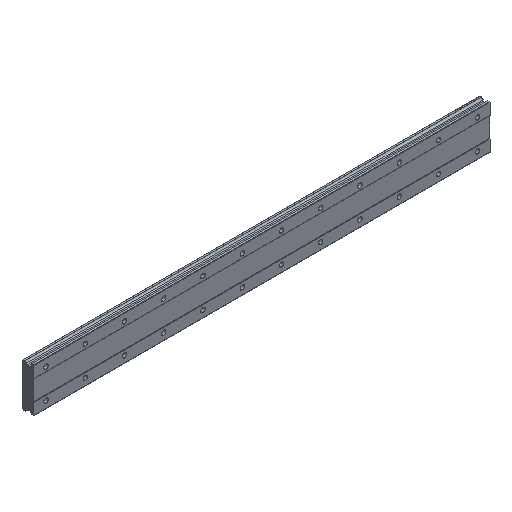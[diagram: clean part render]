
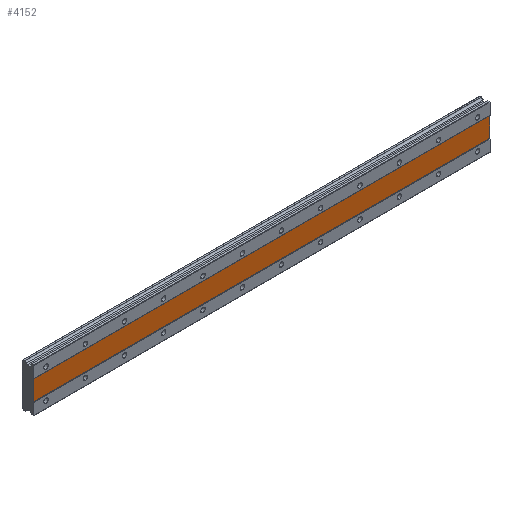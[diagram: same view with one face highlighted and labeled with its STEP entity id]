
A CAD part, isometric view. The second image highlights one B-rep face of the part: STEP entity #4152.
In plain terms, the highlighted planar face has unit normal (0, -1, 0).
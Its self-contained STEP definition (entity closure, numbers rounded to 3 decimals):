
#113 = DIRECTION ( 'NONE',  ( -1., 0., 0. ) ) ;
#147 = FACE_OUTER_BOUND ( 'NONE', #4589, .T. ) ;
#197 = CARTESIAN_POINT ( 'NONE',  ( -25., 1., 20. ) ) ;
#481 = CARTESIAN_POINT ( 'NONE',  ( 905., 1., -20. ) ) ;
#546 = VECTOR ( 'NONE', #113, 1000. ) ;
#617 = DIRECTION ( 'NONE',  ( 1., 0., 0. ) ) ;
#880 = CARTESIAN_POINT ( 'NONE',  ( -25., 1., -20. ) ) ;
#1076 = ORIENTED_EDGE ( 'NONE', *, *, #3731, .F. ) ;
#1099 = CARTESIAN_POINT ( 'NONE',  ( -25., 1., 20. ) ) ;
#1235 = ORIENTED_EDGE ( 'NONE', *, *, #1718, .F. ) ;
#1278 = CARTESIAN_POINT ( 'NONE',  ( 905., 1., 20. ) ) ;
#1340 = VECTOR ( 'NONE', #4016, 1000. ) ;
#1484 = VERTEX_POINT ( 'NONE', #481 ) ;
#1718 = EDGE_CURVE ( 'NONE', #3060, #2113, #2514, .T. ) ;
#1734 = PLANE ( 'NONE',  #3545 ) ;
#1741 = LINE ( 'NONE', #4007, #3699 ) ;
#1996 = VECTOR ( 'NONE', #2786, 1000. ) ;
#2059 = DIRECTION ( 'NONE',  ( 0., 0., 1. ) ) ;
#2062 = ORIENTED_EDGE ( 'NONE', *, *, #2494, .F. ) ;
#2083 = LINE ( 'NONE', #1278, #1996 ) ;
#2113 = VERTEX_POINT ( 'NONE', #197 ) ;
#2257 = ORIENTED_EDGE ( 'NONE', *, *, #4122, .F. ) ;
#2494 = EDGE_CURVE ( 'NONE', #1484, #3060, #3138, .T. ) ;
#2514 = LINE ( 'NONE', #1099, #1340 ) ;
#2786 = DIRECTION ( 'NONE',  ( 0., 0., -1. ) ) ;
#3060 = VERTEX_POINT ( 'NONE', #880 ) ;
#3138 = LINE ( 'NONE', #4654, #546 ) ;
#3224 = CARTESIAN_POINT ( 'NONE',  ( 905., 1., 20. ) ) ;
#3545 = AXIS2_PLACEMENT_3D ( 'NONE', #3224, #4271, #2059 ) ;
#3699 = VECTOR ( 'NONE', #617, 1000. ) ;
#3731 = EDGE_CURVE ( 'NONE', #2113, #4010, #1741, .T. ) ;
#4007 = CARTESIAN_POINT ( 'NONE',  ( 905., 1., 20. ) ) ;
#4010 = VERTEX_POINT ( 'NONE', #4248 ) ;
#4016 = DIRECTION ( 'NONE',  ( 0., 0., 1. ) ) ;
#4122 = EDGE_CURVE ( 'NONE', #4010, #1484, #2083, .T. ) ;
#4152 = ADVANCED_FACE ( 'NONE', ( #147 ), #1734, .F. ) ;
#4248 = CARTESIAN_POINT ( 'NONE',  ( 905., 1., 20. ) ) ;
#4271 = DIRECTION ( 'NONE',  ( 0., 1., 0. ) ) ;
#4589 = EDGE_LOOP ( 'NONE', ( #2062, #2257, #1076, #1235 ) ) ;
#4654 = CARTESIAN_POINT ( 'NONE',  ( 905., 1., -20. ) ) ;
